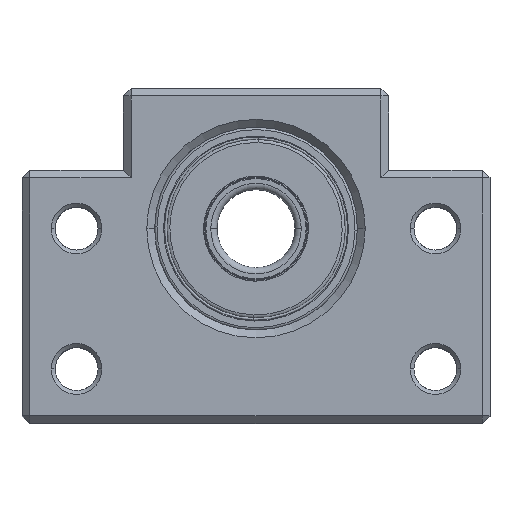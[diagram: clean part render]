
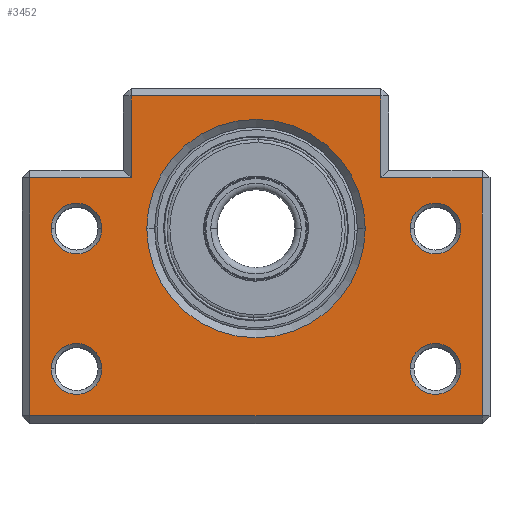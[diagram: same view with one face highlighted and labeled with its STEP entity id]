
A CAD part, top view. The second image highlights one B-rep face of the part: STEP entity #3452.
In plain terms, the highlighted planar face has unit normal (0, 0, 1).
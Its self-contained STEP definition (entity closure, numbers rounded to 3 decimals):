
#473=PLANE('',#6432);
#675=VECTOR('',#3896,1.);
#676=VECTOR('',#3897,1.);
#677=VECTOR('',#3898,1.);
#678=VECTOR('',#3899,1.);
#679=VECTOR('',#3900,1.);
#680=VECTOR('',#3901,1.);
#681=VECTOR('',#3902,1.);
#682=VECTOR('',#3903,1.);
#851=LINE('',#5541,#675);
#852=LINE('',#5544,#676);
#853=LINE('',#5546,#677);
#854=LINE('',#5548,#678);
#855=LINE('',#5550,#679);
#856=LINE('',#5552,#680);
#857=LINE('',#5554,#681);
#858=LINE('',#5556,#682);
#971=VERTEX_POINT('',#4807);
#972=VERTEX_POINT('',#4809);
#975=VERTEX_POINT('',#4816);
#976=VERTEX_POINT('',#4818);
#979=VERTEX_POINT('',#4825);
#980=VERTEX_POINT('',#4827);
#983=VERTEX_POINT('',#4834);
#984=VERTEX_POINT('',#4836);
#1015=VERTEX_POINT('',#4906);
#1016=VERTEX_POINT('',#4908);
#1061=VERTEX_POINT('',#5542);
#1062=VERTEX_POINT('',#5543);
#1063=VERTEX_POINT('',#5545);
#1064=VERTEX_POINT('',#5547);
#1065=VERTEX_POINT('',#5549);
#1066=VERTEX_POINT('',#5551);
#1067=VERTEX_POINT('',#5553);
#1068=VERTEX_POINT('',#5555);
#1244=CIRCLE('',#6371,3.25);
#1246=CIRCLE('',#6374,3.25);
#1248=CIRCLE('',#6377,3.25);
#1250=CIRCLE('',#6380,3.25);
#1266=CIRCLE('',#6404,14.);
#1277=CIRCLE('',#6433,3.25);
#1278=CIRCLE('',#6434,3.25);
#1279=CIRCLE('',#6435,3.25);
#1280=CIRCLE('',#6436,3.25);
#1281=CIRCLE('',#6437,14.);
#1509=EDGE_CURVE('',#972,#971,#1244,.T.);
#1513=EDGE_CURVE('',#976,#975,#1246,.T.);
#1517=EDGE_CURVE('',#980,#979,#1248,.T.);
#1521=EDGE_CURVE('',#984,#983,#1250,.T.);
#1553=EDGE_CURVE('',#1016,#1015,#1266,.T.);
#1627=EDGE_CURVE('',#983,#984,#1277,.T.);
#1628=EDGE_CURVE('',#979,#980,#1278,.T.);
#1629=EDGE_CURVE('',#975,#976,#1279,.T.);
#1630=EDGE_CURVE('',#971,#972,#1280,.T.);
#1631=EDGE_CURVE('',#1015,#1016,#1281,.T.);
#1632=EDGE_CURVE('',#1061,#1062,#851,.T.);
#1633=EDGE_CURVE('',#1062,#1063,#852,.T.);
#1634=EDGE_CURVE('',#1063,#1064,#853,.T.);
#1635=EDGE_CURVE('',#1064,#1065,#854,.T.);
#1636=EDGE_CURVE('',#1065,#1066,#855,.T.);
#1637=EDGE_CURVE('',#1066,#1067,#856,.T.);
#1638=EDGE_CURVE('',#1067,#1068,#857,.T.);
#1639=EDGE_CURVE('',#1068,#1061,#858,.T.);
#2131=ORIENTED_EDGE('',*,*,#1521,.T.);
#2132=ORIENTED_EDGE('',*,*,#1627,.T.);
#2133=ORIENTED_EDGE('',*,*,#1517,.T.);
#2134=ORIENTED_EDGE('',*,*,#1628,.T.);
#2135=ORIENTED_EDGE('',*,*,#1513,.T.);
#2136=ORIENTED_EDGE('',*,*,#1629,.T.);
#2137=ORIENTED_EDGE('',*,*,#1509,.T.);
#2138=ORIENTED_EDGE('',*,*,#1630,.T.);
#2139=ORIENTED_EDGE('',*,*,#1553,.T.);
#2140=ORIENTED_EDGE('',*,*,#1631,.T.);
#2141=ORIENTED_EDGE('',*,*,#1632,.T.);
#2142=ORIENTED_EDGE('',*,*,#1633,.T.);
#2143=ORIENTED_EDGE('',*,*,#1634,.T.);
#2144=ORIENTED_EDGE('',*,*,#1635,.T.);
#2145=ORIENTED_EDGE('',*,*,#1636,.T.);
#2146=ORIENTED_EDGE('',*,*,#1637,.T.);
#2147=ORIENTED_EDGE('',*,*,#1638,.T.);
#2148=ORIENTED_EDGE('',*,*,#1639,.T.);
#2952=EDGE_LOOP('',(#2131,#2132));
#2953=EDGE_LOOP('',(#2133,#2134));
#2954=EDGE_LOOP('',(#2135,#2136));
#2955=EDGE_LOOP('',(#2137,#2138));
#2956=EDGE_LOOP('',(#2139,#2140));
#2957=EDGE_LOOP('',(#2141,#2142,#2143,#2144,#2145,#2146,#2147,#2148));
#3202=FACE_BOUND('',#2952,.T.);
#3203=FACE_BOUND('',#2953,.T.);
#3204=FACE_BOUND('',#2954,.T.);
#3205=FACE_BOUND('',#2955,.T.);
#3206=FACE_BOUND('',#2956,.T.);
#3207=FACE_BOUND('',#2957,.T.);
#3452=ADVANCED_FACE('',(#3202,#3203,#3204,#3205,#3206,#3207),#473,.T.);
#3706=DIRECTION('',(0.,0.,-1.));
#3707=DIRECTION('',(3.25,0.,0.));
#3714=DIRECTION('',(0.,0.,-1.));
#3715=DIRECTION('',(3.25,0.,0.));
#3722=DIRECTION('',(0.,0.,-1.));
#3723=DIRECTION('',(3.25,0.,0.));
#3730=DIRECTION('',(0.,0.,-1.));
#3731=DIRECTION('',(3.25,0.,0.));
#3794=DIRECTION('',(0.,0.,-1.));
#3795=DIRECTION('',(14.,0.,0.));
#3885=DIRECTION('',(0.,0.,1.));
#3886=DIRECTION('',(0.,0.,-1.));
#3887=DIRECTION('',(3.25,0.,0.));
#3888=DIRECTION('',(0.,0.,-1.));
#3889=DIRECTION('',(3.25,0.,0.));
#3890=DIRECTION('',(0.,0.,-1.));
#3891=DIRECTION('',(3.25,0.,0.));
#3892=DIRECTION('',(0.,0.,-1.));
#3893=DIRECTION('',(3.25,0.,0.));
#3894=DIRECTION('',(0.,0.,-1.));
#3895=DIRECTION('',(14.,0.,0.));
#3896=DIRECTION('',(-1.,0.,0.));
#3897=DIRECTION('',(0.,-1.,0.));
#3898=DIRECTION('',(-1.,0.,0.));
#3899=DIRECTION('',(0.,-1.,0.));
#3900=DIRECTION('',(1.,0.,0.));
#3901=DIRECTION('',(0.,1.,0.));
#3902=DIRECTION('',(-1.,0.,0.));
#3903=DIRECTION('',(0.,1.,0.));
#4807=CARTESIAN_POINT('',(-26.25,25.,10.));
#4808=CARTESIAN_POINT('',(-23.,25.,10.));
#4809=CARTESIAN_POINT('',(-19.75,25.,10.));
#4816=CARTESIAN_POINT('',(-26.25,7.,10.));
#4817=CARTESIAN_POINT('',(-23.,7.,10.));
#4818=CARTESIAN_POINT('',(-19.75,7.,10.));
#4825=CARTESIAN_POINT('',(19.75,25.,10.));
#4826=CARTESIAN_POINT('',(23.,25.,10.));
#4827=CARTESIAN_POINT('',(26.25,25.,10.));
#4834=CARTESIAN_POINT('',(19.75,7.,10.));
#4835=CARTESIAN_POINT('',(23.,7.,10.));
#4836=CARTESIAN_POINT('',(26.25,7.,10.));
#4906=CARTESIAN_POINT('',(-14.,25.,10.));
#4907=CARTESIAN_POINT('',(0.,25.,10.));
#4908=CARTESIAN_POINT('',(14.,25.,10.));
#5535=CARTESIAN_POINT('',(-30.,0.,10.));
#5536=CARTESIAN_POINT('',(23.,7.,10.));
#5537=CARTESIAN_POINT('',(23.,25.,10.));
#5538=CARTESIAN_POINT('',(-23.,7.,10.));
#5539=CARTESIAN_POINT('',(-23.,25.,10.));
#5540=CARTESIAN_POINT('',(0.,25.,10.));
#5541=CARTESIAN_POINT('',(-17.,42.,10.));
#5542=CARTESIAN_POINT('',(16.,42.,10.));
#5543=CARTESIAN_POINT('',(-16.,42.,10.));
#5544=CARTESIAN_POINT('',(-16.,32.5,10.));
#5545=CARTESIAN_POINT('',(-16.,31.5,10.));
#5546=CARTESIAN_POINT('',(-30.,31.5,10.));
#5547=CARTESIAN_POINT('',(-29.,31.5,10.));
#5548=CARTESIAN_POINT('',(-29.,0.,10.));
#5549=CARTESIAN_POINT('',(-29.,1.,10.));
#5550=CARTESIAN_POINT('',(30.,1.,10.));
#5551=CARTESIAN_POINT('',(29.,1.,10.));
#5552=CARTESIAN_POINT('',(29.,32.5,10.));
#5553=CARTESIAN_POINT('',(29.,31.5,10.));
#5554=CARTESIAN_POINT('',(17.,31.5,10.));
#5555=CARTESIAN_POINT('',(16.,31.5,10.));
#5556=CARTESIAN_POINT('',(16.,43.,10.));
#6371=AXIS2_PLACEMENT_3D('',#4808,#3706,#3707);
#6374=AXIS2_PLACEMENT_3D('',#4817,#3714,#3715);
#6377=AXIS2_PLACEMENT_3D('',#4826,#3722,#3723);
#6380=AXIS2_PLACEMENT_3D('',#4835,#3730,#3731);
#6404=AXIS2_PLACEMENT_3D('',#4907,#3794,#3795);
#6432=AXIS2_PLACEMENT_3D('',#5535,#3885,$);
#6433=AXIS2_PLACEMENT_3D('',#5536,#3886,#3887);
#6434=AXIS2_PLACEMENT_3D('',#5537,#3888,#3889);
#6435=AXIS2_PLACEMENT_3D('',#5538,#3890,#3891);
#6436=AXIS2_PLACEMENT_3D('',#5539,#3892,#3893);
#6437=AXIS2_PLACEMENT_3D('',#5540,#3894,#3895);
